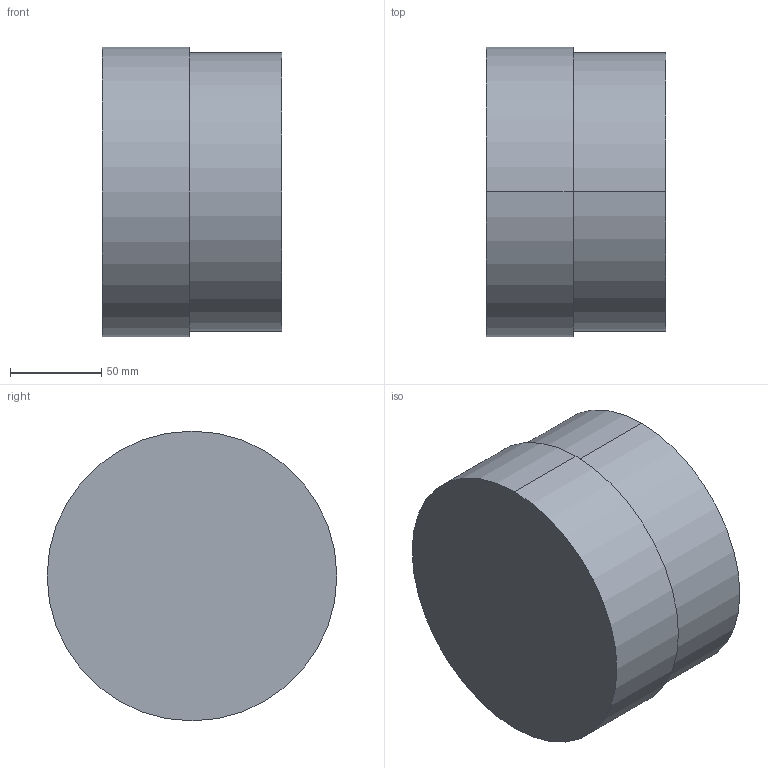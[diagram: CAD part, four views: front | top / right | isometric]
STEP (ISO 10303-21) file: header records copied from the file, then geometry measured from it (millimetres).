
FILE_DESCRIPTION (( 'STEP AP214' ), '1' );
FILE_NAME ('3CA-6.STEP', '2020-10-22T23:38:05', ( '' ), ( '' ), 'SwSTEP 2.0', 'SolidWorks 2019', '' );
FILE_SCHEMA (( 'AUTOMOTIVE_DESIGN' ));
Length unit declared in the file: inch
Products named in the file (1): 3CA-6
Bounding box: 98.42 x 158.75 x 158.75 mm (x, y, z)
Volume: 1869320.7 mm3; surface area: 87660.4 mm2
Topology: 1 solids, 1 shells, 40 faces, 264 edges, 260 vertices
Faces by surface type: plane 36, cylinder 4
Entity records: 3881 total; most frequent: CARTESIAN_POINT 1812, ORIENTED_EDGE 528, DIRECTION 265, EDGE_CURVE 264, VERTEX_POINT 260, LINE 167, VECTOR 167, B_SPLINE_CURVE_WITH_KNOTS 89
